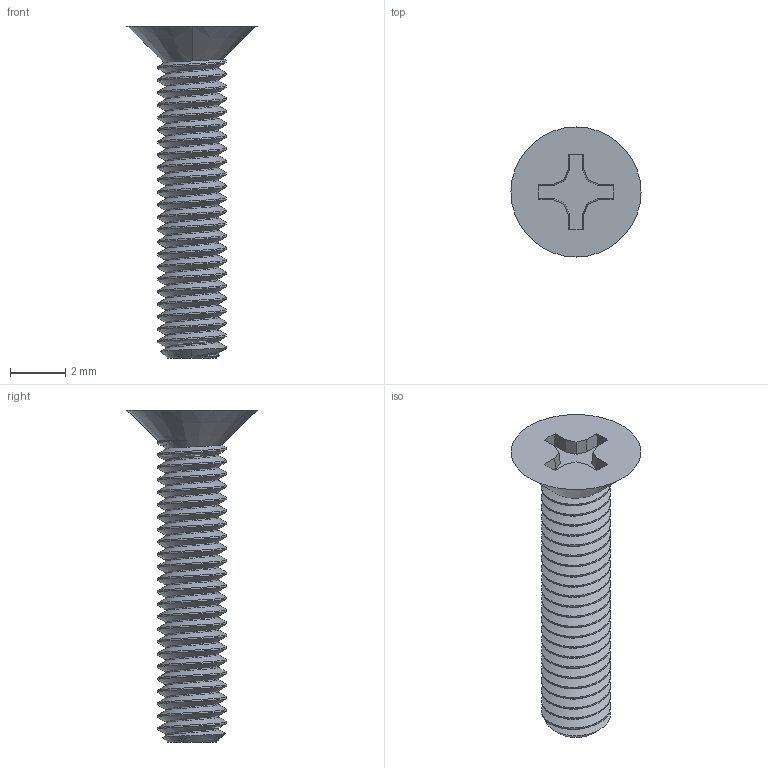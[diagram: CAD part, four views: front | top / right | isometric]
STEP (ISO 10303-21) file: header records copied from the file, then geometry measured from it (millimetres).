
FILE_DESCRIPTION (( 'STEP AP203' ), '1' );
FILE_NAME ('92010A022_Passivated 18-8 Stainless Steel Phillips Flat Head Screw.STEP', '2022-03-23T20:43:22', ( 'Administrator' ), ( 'Managed by Terraform' ), 'SwSTEP 2.0', 'SolidWorks 2017', '' );
FILE_SCHEMA (( 'CONFIG_CONTROL_DESIGN' ));
Length unit declared in the file: millimetre
Products named in the file (1): 92010A022_Passivated 18-8 Stainless Steel Phillips Flat Head Screw
Bounding box: 4.7 x 4.7 x 12 mm (x, y, z)
Volume: 52 mm3; surface area: 173.6 mm2
Topology: 1 solids, 1 shells, 82 faces, 237 edges, 158 vertices
Faces by surface type: cylinder 55, plane 19, cone 5, bspline 3
Entity records: 5585 total; most frequent: CARTESIAN_POINT 3679, ORIENTED_EDGE 474, DIRECTION 299, EDGE_CURVE 237, VERTEX_POINT 158, AXIS2_PLACEMENT_3D 100, VECTOR 99, LINE 99
